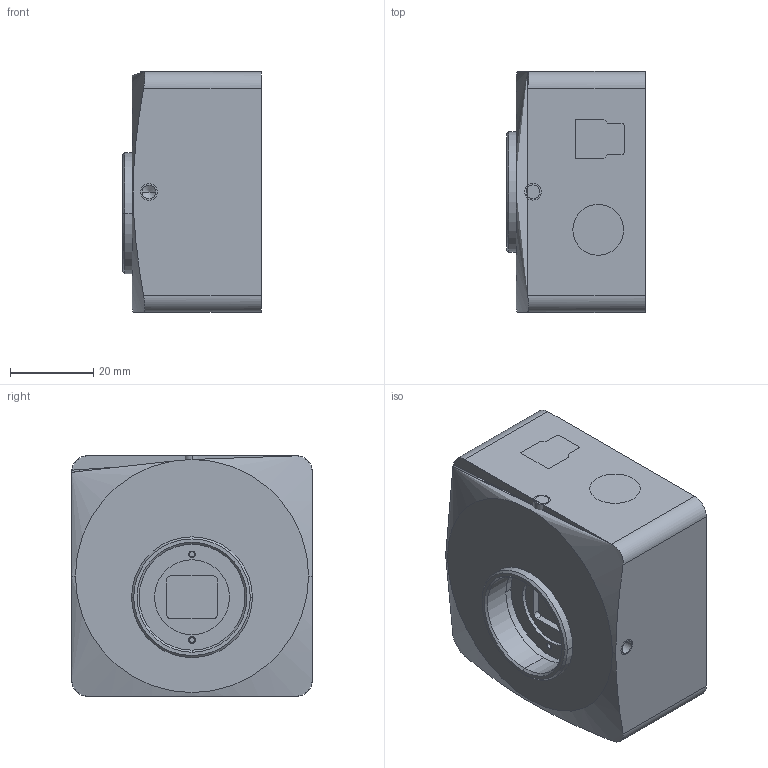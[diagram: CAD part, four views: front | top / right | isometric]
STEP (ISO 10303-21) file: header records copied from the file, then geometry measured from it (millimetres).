
FILE_DESCRIPTION((''),'2;1');
FILE_NAME('101007','2024-11-29T',('zkm'),(''),'PRO/ENGINEER BY PARAMETRIC TECHNOLOGY CORPORATION, 2004110','PRO/ENGINEER BY PARAMETRIC TECHNOLOGY CORPORATION, 2004110','');
FILE_SCHEMA(('CONFIG_CONTROL_DESIGN'));
Length unit declared in the file: millimetre
Products named in the file (1): 101007
Bounding box: 33.3 x 57.8 x 57.8 mm (x, y, z)
Volume: 50993.4 mm3; surface area: 36665.5 mm2
Topology: 2 solids, 18 shells, 342 faces, 933 edges, 601 vertices
Faces by surface type: cylinder 166, plane 146, cone 30
Entity records: 10989 total; most frequent: CARTESIAN_POINT 2010, DIRECTION 1990, ORIENTED_EDGE 1774, EDGE_CURVE 919, AXIS2_PLACEMENT_3D 745, VERTEX_POINT 601, VECTOR 500, LINE 500
